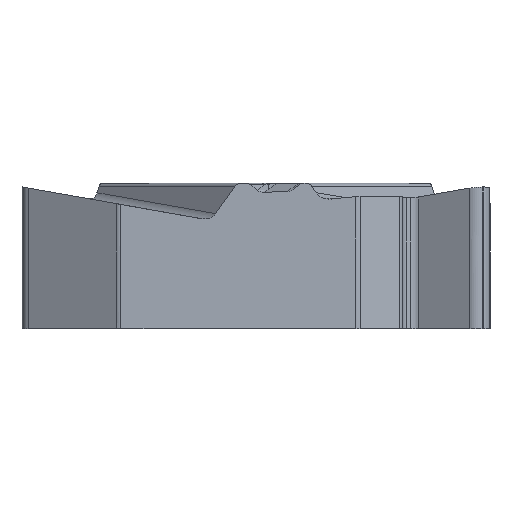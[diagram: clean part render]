
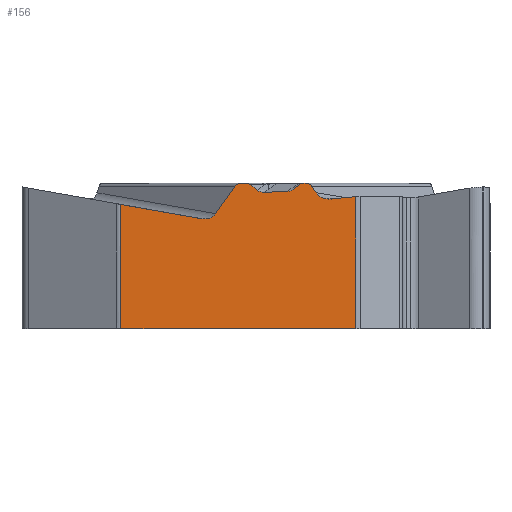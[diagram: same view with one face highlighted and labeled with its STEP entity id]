
A CAD part, left-side view. The second image highlights one B-rep face of the part: STEP entity #156.
In plain terms, the highlighted planar face has unit normal (-1, 0, 0).
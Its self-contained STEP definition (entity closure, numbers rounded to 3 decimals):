
#115=PLANE('',#1855);
#156=ADVANCED_FACE('',(#289),#115,.F.);
#289=FACE_OUTER_BOUND('',#379,.T.);
#379=EDGE_LOOP('',(#529,#530,#531,#532,#533,#534,#535,#536,#537,#538,#539,
#540,#541,#542,#543,#544,#545,#546,#547,#548));
#478=ELLIPSE('',#1842,0.379,0.33);
#481=ELLIPSE('',#1846,0.386,0.33);
#484=ELLIPSE('',#1851,0.17,0.15);
#485=ELLIPSE('',#1852,0.15,0.15);
#486=ELLIPSE('',#1853,0.167,0.15);
#487=ELLIPSE('',#1854,0.177,0.15);
#529=ORIENTED_EDGE('',*,*,#1219,.F.);
#530=ORIENTED_EDGE('',*,*,#1220,.T.);
#531=ORIENTED_EDGE('',*,*,#1221,.F.);
#532=ORIENTED_EDGE('',*,*,#1214,.T.);
#533=ORIENTED_EDGE('',*,*,#1222,.F.);
#534=ORIENTED_EDGE('',*,*,#1223,.F.);
#535=ORIENTED_EDGE('',*,*,#1224,.F.);
#536=ORIENTED_EDGE('',*,*,#1225,.F.);
#537=ORIENTED_EDGE('',*,*,#1226,.F.);
#538=ORIENTED_EDGE('',*,*,#1227,.F.);
#539=ORIENTED_EDGE('',*,*,#1228,.F.);
#540=ORIENTED_EDGE('',*,*,#1229,.F.);
#541=ORIENTED_EDGE('',*,*,#1230,.F.);
#542=ORIENTED_EDGE('',*,*,#1231,.F.);
#543=ORIENTED_EDGE('',*,*,#1232,.F.);
#544=ORIENTED_EDGE('',*,*,#1233,.F.);
#545=ORIENTED_EDGE('',*,*,#1234,.F.);
#546=ORIENTED_EDGE('',*,*,#1208,.T.);
#547=ORIENTED_EDGE('',*,*,#1235,.F.);
#548=ORIENTED_EDGE('',*,*,#1236,.T.);
#1037=VERTEX_POINT('',#2931);
#1039=VERTEX_POINT('',#2934);
#1042=VERTEX_POINT('',#2941);
#1044=VERTEX_POINT('',#2945);
#1049=VERTEX_POINT('',#2958);
#1050=VERTEX_POINT('',#2959);
#1051=VERTEX_POINT('',#2961);
#1052=VERTEX_POINT('',#2964);
#1053=VERTEX_POINT('',#2966);
#1054=VERTEX_POINT('',#2968);
#1055=VERTEX_POINT('',#2970);
#1056=VERTEX_POINT('',#2972);
#1057=VERTEX_POINT('',#2986);
#1058=VERTEX_POINT('',#2988);
#1059=VERTEX_POINT('',#3002);
#1060=VERTEX_POINT('',#3004);
#1061=VERTEX_POINT('',#3006);
#1062=VERTEX_POINT('',#3008);
#1063=VERTEX_POINT('',#3010);
#1064=VERTEX_POINT('',#3013);
#1208=EDGE_CURVE('',#1039,#1037,#478,.T.);
#1214=EDGE_CURVE('',#1042,#1044,#481,.T.);
#1219=EDGE_CURVE('',#1049,#1050,#1473,.T.);
#1220=EDGE_CURVE('',#1049,#1051,#1474,.T.);
#1221=EDGE_CURVE('',#1042,#1051,#1475,.T.);
#1222=EDGE_CURVE('',#1052,#1044,#1476,.T.);
#1223=EDGE_CURVE('',#1053,#1052,#484,.T.);
#1224=EDGE_CURVE('',#1054,#1053,#1477,.T.);
#1225=EDGE_CURVE('',#1055,#1054,#485,.T.);
#1226=EDGE_CURVE('',#1056,#1055,#1478,.T.);
#1227=EDGE_CURVE('',#1057,#1056,#1790,.T.);
#1228=EDGE_CURVE('',#1058,#1057,#1479,.T.);
#1229=EDGE_CURVE('',#1059,#1058,#1791,.T.);
#1230=EDGE_CURVE('',#1060,#1059,#1480,.T.);
#1231=EDGE_CURVE('',#1061,#1060,#486,.T.);
#1232=EDGE_CURVE('',#1062,#1061,#1481,.T.);
#1233=EDGE_CURVE('',#1063,#1062,#487,.T.);
#1234=EDGE_CURVE('',#1039,#1063,#1482,.T.);
#1235=EDGE_CURVE('',#1064,#1037,#1483,.T.);
#1236=EDGE_CURVE('',#1064,#1050,#1484,.T.);
#1473=LINE('',#2957,#1626);
#1474=LINE('',#2960,#1627);
#1475=LINE('',#2962,#1628);
#1476=LINE('',#2963,#1629);
#1477=LINE('',#2967,#1630);
#1478=LINE('',#2971,#1631);
#1479=LINE('',#2987,#1632);
#1480=LINE('',#3003,#1633);
#1481=LINE('',#3007,#1634);
#1482=LINE('',#3011,#1635);
#1483=LINE('',#3012,#1636);
#1484=LINE('',#3014,#1637);
#1626=VECTOR('',#2036,1.);
#1627=VECTOR('',#2037,1.);
#1628=VECTOR('',#2038,1.);
#1629=VECTOR('',#2039,1.);
#1630=VECTOR('',#2042,1.);
#1631=VECTOR('',#2045,1.);
#1632=VECTOR('',#2046,1.);
#1633=VECTOR('',#2047,1.);
#1634=VECTOR('',#2050,1.);
#1635=VECTOR('',#2053,1.);
#1636=VECTOR('',#2054,1.);
#1637=VECTOR('',#2055,1.);
#1790=B_SPLINE_CURVE_WITH_KNOTS('',3,(#2973,#2974,#2975,#2976,#2977,#2978,
#2979,#2980,#2981,#2982,#2983,#2984,#2985),.UNSPECIFIED.,.F.,.F.,(4,3,3,
3,4),(0.,0.249,0.498,0.746,1.),
 .UNSPECIFIED.);
#1791=B_SPLINE_CURVE_WITH_KNOTS('',3,(#2989,#2990,#2991,#2992,#2993,#2994,
#2995,#2996,#2997,#2998,#2999,#3000,#3001),.UNSPECIFIED.,.F.,.F.,(4,3,3,
3,4),(0.,0.234,0.468,0.701,1.),
 .UNSPECIFIED.);
#1842=AXIS2_PLACEMENT_3D('',#2933,#2013,#2014);
#1846=AXIS2_PLACEMENT_3D('',#2946,#2024,#2025);
#1851=AXIS2_PLACEMENT_3D('',#2965,#2040,#2041);
#1852=AXIS2_PLACEMENT_3D('',#2969,#2043,#2044);
#1853=AXIS2_PLACEMENT_3D('',#3005,#2048,#2049);
#1854=AXIS2_PLACEMENT_3D('',#3009,#2051,#2052);
#1855=AXIS2_PLACEMENT_3D('',#3015,#2056,#2057);
#2013=DIRECTION('',(1.,0.,0.));
#2014=DIRECTION('',(0.,-0.985,-0.174));
#2024=DIRECTION('',(1.,0.,0.));
#2025=DIRECTION('',(0.,-0.986,-0.165));
#2036=DIRECTION('',(0.,1.,0.));
#2037=DIRECTION('',(0.,0.,1.));
#2038=DIRECTION('',(0.,-0.996,0.088));
#2039=DIRECTION('',(0.,-0.558,-0.83));
#2040=DIRECTION('',(1.,0.,0.));
#2041=DIRECTION('',(0.,1.,0.));
#2042=DIRECTION('',(0.,-1.,0.));
#2043=DIRECTION('',(1.,0.,0.));
#2044=DIRECTION('',(0.,-1.,0.));
#2045=DIRECTION('',(0.,-0.759,0.651));
#2046=DIRECTION('',(0.,-0.999,0.043));
#2047=DIRECTION('',(0.,-0.792,-0.611));
#2048=DIRECTION('',(1.,0.,0.));
#2049=DIRECTION('',(0.,1.,0.));
#2050=DIRECTION('',(0.,-1.,0.));
#2051=DIRECTION('',(1.,0.,0.));
#2052=DIRECTION('',(0.,1.,0.));
#2053=DIRECTION('',(0.,-0.574,0.819));
#2054=DIRECTION('',(0.,-0.985,-0.174));
#2055=DIRECTION('',(0.,0.,-1.));
#2056=DIRECTION('',(1.,0.,0.));
#2057=DIRECTION('',(0.,0.,-1.));
#2931=CARTESIAN_POINT('',(-4.763,1.855,-0.89));
#2933=CARTESIAN_POINT('',(-4.763,1.798,-0.565));
#2934=CARTESIAN_POINT('',(-4.763,1.474,-0.748));
#2941=CARTESIAN_POINT('',(-4.763,-1.736,-0.336));
#2945=CARTESIAN_POINT('',(-4.763,-1.347,-0.162));
#2946=CARTESIAN_POINT('',(-4.763,-1.677,-0.006));
#2957=CARTESIAN_POINT('',(-4.763,-3.173,-3.97));
#2958=CARTESIAN_POINT('',(-4.763,-2.453,-3.97));
#2959=CARTESIAN_POINT('',(-4.763,4.126,-3.97));
#2960=CARTESIAN_POINT('',(-4.763,-2.453,3.1));
#2961=CARTESIAN_POINT('',(-4.763,-2.453,-0.273));
#2962=CARTESIAN_POINT('',(-4.763,3.106,-0.763));
#2963=CARTESIAN_POINT('',(-4.763,0.135,2.043));
#2964=CARTESIAN_POINT('',(-4.763,-1.221,0.027));
#2965=CARTESIAN_POINT('',(-4.763,-1.075,-0.05));
#2966=CARTESIAN_POINT('',(-4.763,-1.075,0.1));
#2967=CARTESIAN_POINT('',(-4.763,3.173,0.1));
#2968=CARTESIAN_POINT('',(-4.763,-0.971,0.1));
#2969=CARTESIAN_POINT('',(-4.763,-0.971,-0.05));
#2970=CARTESIAN_POINT('',(-4.763,-0.873,0.064));
#2971=CARTESIAN_POINT('',(-4.763,1.492,-1.962));
#2972=CARTESIAN_POINT('',(-4.763,-0.748,-0.043));
#2973=CARTESIAN_POINT('',(-4.763,-0.55,-0.122));
#2974=CARTESIAN_POINT('',(-4.763,-0.568,-0.121));
#2975=CARTESIAN_POINT('',(-4.763,-0.586,-0.118));
#2976=CARTESIAN_POINT('',(-4.763,-0.603,-0.115));
#2977=CARTESIAN_POINT('',(-4.763,-0.621,-0.111));
#2978=CARTESIAN_POINT('',(-4.763,-0.638,-0.106));
#2979=CARTESIAN_POINT('',(-4.763,-0.655,-0.099));
#2980=CARTESIAN_POINT('',(-4.763,-0.672,-0.092));
#2981=CARTESIAN_POINT('',(-4.763,-0.688,-0.084));
#2982=CARTESIAN_POINT('',(-4.763,-0.703,-0.075));
#2983=CARTESIAN_POINT('',(-4.763,-0.719,-0.066));
#2984=CARTESIAN_POINT('',(-4.763,-0.734,-0.055));
#2985=CARTESIAN_POINT('',(-4.763,-0.748,-0.043));
#2986=CARTESIAN_POINT('',(-4.763,-0.55,-0.122));
#2987=CARTESIAN_POINT('',(-4.763,-3.173,-0.01));
#2988=CARTESIAN_POINT('',(-4.763,0.098,-0.149));
#2989=CARTESIAN_POINT('',(-4.763,0.297,-0.087));
#2990=CARTESIAN_POINT('',(-4.763,0.284,-0.098));
#2991=CARTESIAN_POINT('',(-4.763,0.269,-0.107));
#2992=CARTESIAN_POINT('',(-4.763,0.255,-0.114));
#2993=CARTESIAN_POINT('',(-4.763,0.24,-0.122));
#2994=CARTESIAN_POINT('',(-4.763,0.225,-0.129));
#2995=CARTESIAN_POINT('',(-4.763,0.209,-0.134));
#2996=CARTESIAN_POINT('',(-4.763,0.194,-0.139));
#2997=CARTESIAN_POINT('',(-4.763,0.177,-0.143));
#2998=CARTESIAN_POINT('',(-4.763,0.161,-0.146));
#2999=CARTESIAN_POINT('',(-4.763,0.14,-0.149));
#3000=CARTESIAN_POINT('',(-4.763,0.119,-0.15));
#3001=CARTESIAN_POINT('',(-4.763,0.098,-0.149));
#3002=CARTESIAN_POINT('',(-4.763,0.297,-0.087));
#3003=CARTESIAN_POINT('',(-4.763,-1.836,-1.733));
#3004=CARTESIAN_POINT('',(-4.763,0.493,0.064));
#3005=CARTESIAN_POINT('',(-4.763,0.601,-0.05));
#3006=CARTESIAN_POINT('',(-4.763,0.601,0.1));
#3007=CARTESIAN_POINT('',(-4.763,-3.173,0.1));
#3008=CARTESIAN_POINT('',(-4.763,0.779,0.1));
#3009=CARTESIAN_POINT('',(-4.763,0.779,-0.05));
#3010=CARTESIAN_POINT('',(-4.763,0.931,0.027));
#3011=CARTESIAN_POINT('',(-4.763,-0.406,1.937));
#3012=CARTESIAN_POINT('',(-4.763,-2.869,-1.723));
#3013=CARTESIAN_POINT('',(-4.763,4.126,-0.489));
#3014=CARTESIAN_POINT('',(-4.763,4.126,-5.47));
#3015=CARTESIAN_POINT('',(-4.763,-3.173,0.));
